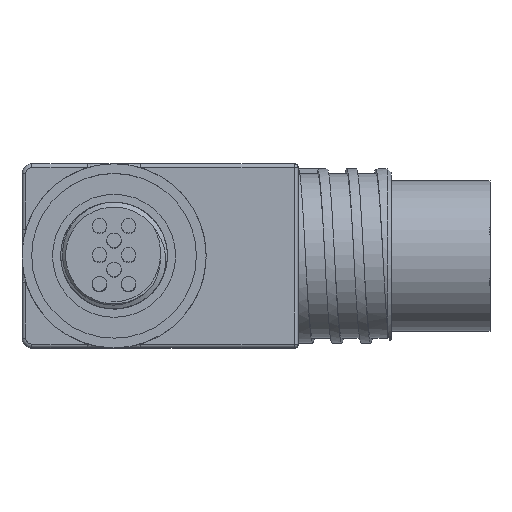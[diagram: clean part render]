
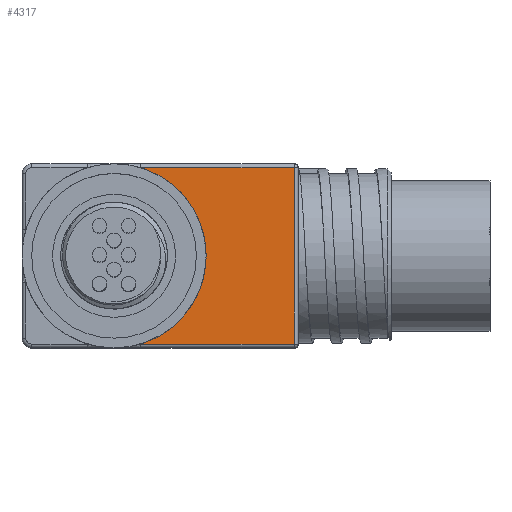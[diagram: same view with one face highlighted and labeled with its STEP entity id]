
A CAD part, top view. The second image highlights one B-rep face of the part: STEP entity #4317.
In plain terms, the highlighted planar face has unit normal (0, 0, 1).
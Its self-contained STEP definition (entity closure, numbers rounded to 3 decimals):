
#159=CIRCLE($,#4558,9.5);
#741=FACE_OUTER_BOUND($,#1028,.T.);
#1028=EDGE_LOOP($,(#3768,#3769,#3770,#3771));
#1338=LINE($,#11286,#1642);
#1341=LINE($,#11300,#1645);
#1348=LINE($,#11329,#1652);
#1642=VECTOR($,#5205,15.872);
#1645=VECTOR($,#5220,15.872);
#1652=VECTOR($,#5255,18.2);
#2027=VERTEX_POINT($,#11279);
#2029=VERTEX_POINT($,#11284);
#2030=VERTEX_POINT($,#11289);
#2033=VERTEX_POINT($,#11296);
#2589=EDGE_CURVE($,#2029,#2027,#1338,.T.);
#2596=EDGE_CURVE($,#2030,#2033,#1341,.T.);
#2611=EDGE_CURVE($,#2027,#2030,#1348,.T.);
#2650=EDGE_CURVE($,#2029,#2033,#159,.T.);
#3768=ORIENTED_EDGE($,*,*,#2596,.F.);
#3769=ORIENTED_EDGE($,*,*,#2611,.F.);
#3770=ORIENTED_EDGE($,*,*,#2589,.F.);
#3771=ORIENTED_EDGE($,*,*,#2650,.T.);
#3966=PLANE($,#4557);
#4317=ADVANCED_FACE($,(#741),#3966,.T.);
#4557=AXIS2_PLACEMENT_3D($,#11589,#5323,#5324);
#4558=AXIS2_PLACEMENT_3D($,#11590,#5325,#5326);
#5205=DIRECTION($,(1.,0.,0.));
#5220=DIRECTION($,(-1.,0.,0.));
#5255=DIRECTION($,(0.,-1.,0.));
#5323=DIRECTION('center_axis',(0.,0.,1.));
#5324=DIRECTION('ref_axis',(1.,0.,0.));
#5325=DIRECTION('center_axis',(0.,0.,-1.));
#5326=DIRECTION('ref_axis',(-1.,0.,0.));
#11279=CARTESIAN_POINT('',(18.6,9.1,0.));
#11284=CARTESIAN_POINT('',(2.728,9.1,0.));
#11286=CARTESIAN_POINT($,(11.875,9.1,0.));
#11289=CARTESIAN_POINT('',(18.6,-9.1,0.));
#11296=CARTESIAN_POINT('',(2.728,-9.1,0.));
#11300=CARTESIAN_POINT($,(-2.375,-9.1,0.));
#11329=CARTESIAN_POINT($,(18.6,-4.75,0.));
#11589=CARTESIAN_POINT('Origin',(4.75,0.,0.));
#11590=CARTESIAN_POINT('Origin',(0.,0.,0.));
